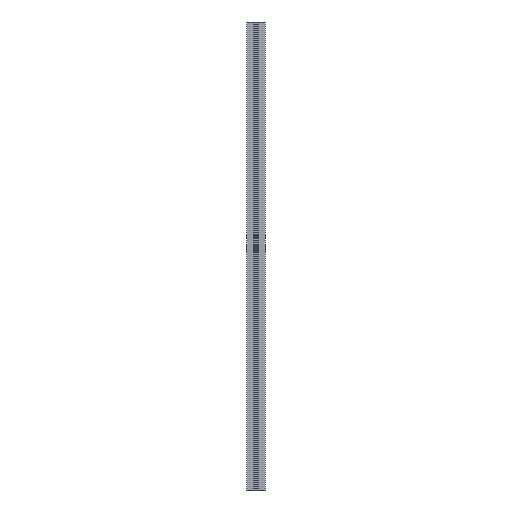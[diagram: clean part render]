
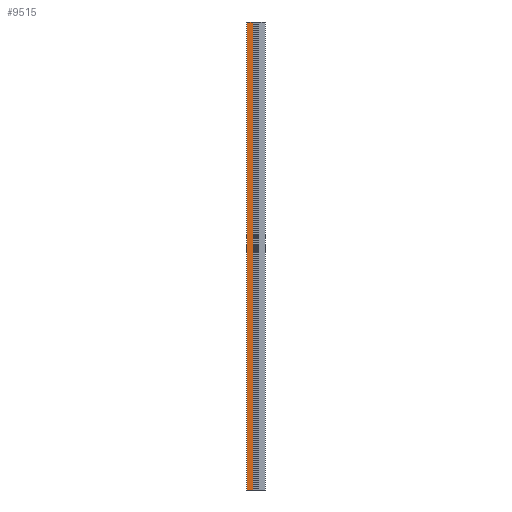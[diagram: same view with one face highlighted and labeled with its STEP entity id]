
A CAD part, front view. The second image highlights one B-rep face of the part: STEP entity #9515.
In plain terms, the highlighted planar face has unit normal (0, -1, 0).
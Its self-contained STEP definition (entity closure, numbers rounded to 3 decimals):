
#1276=DIRECTION('',(1.,0.,0.));
#1277=VECTOR('',#1276,14.);
#1278=CARTESIAN_POINT('',(-20.,-40.,0.));
#1279=LINE('',#1278,#1277);
#3434=DIRECTION('',(1.,0.,0.));
#3435=VECTOR('',#3434,14.);
#3436=CARTESIAN_POINT('',(-20.,-40.,1000.));
#3437=LINE('',#3436,#3435);
#4904=DIRECTION('',(0.,0.,1.));
#4905=VECTOR('',#4904,1000.);
#4906=CARTESIAN_POINT('',(-6.,-40.,0.));
#4907=LINE('',#4906,#4905);
#4911=DIRECTION('',(0.,0.,1.));
#4912=VECTOR('',#4911,1000.);
#4913=CARTESIAN_POINT('',(-20.,-40.,0.));
#4914=LINE('',#4913,#4912);
#5153=CARTESIAN_POINT('',(-20.,-40.,0.));
#5154=CARTESIAN_POINT('',(-20.,-40.,1000.));
#5155=VERTEX_POINT('',#5153);
#5156=VERTEX_POINT('',#5154);
#6009=CARTESIAN_POINT('',(-6.,-40.,0.));
#6010=VERTEX_POINT('',#6009);
#6033=CARTESIAN_POINT('',(-6.,-40.,1000.));
#6034=VERTEX_POINT('',#6033);
#9503=CARTESIAN_POINT('',(-20.,-40.,0.));
#9504=DIRECTION('',(0.,-1.,0.));
#9505=DIRECTION('',(1.,0.,0.));
#9506=AXIS2_PLACEMENT_3D('',#9503,#9504,#9505);
#9507=PLANE('',#9506);
#9509=ORIENTED_EDGE('',*,*,#9508,.F.);
#9510=ORIENTED_EDGE('',*,*,#6104,.F.);
#9511=ORIENTED_EDGE('',*,*,#8561,.T.);
#9512=ORIENTED_EDGE('',*,*,#6763,.T.);
#9513=EDGE_LOOP('',(#9509,#9510,#9511,#9512));
#9514=FACE_OUTER_BOUND('',#9513,.F.);
#6104=EDGE_CURVE('',#5155,#6010,#1279,.T.);
#6763=EDGE_CURVE('',#5156,#6034,#3437,.T.);
#8561=EDGE_CURVE('',#5155,#5156,#4914,.T.);
#9508=EDGE_CURVE('',#6010,#6034,#4907,.T.);
#9515=ADVANCED_FACE('',(#9514),#9507,.T.);
